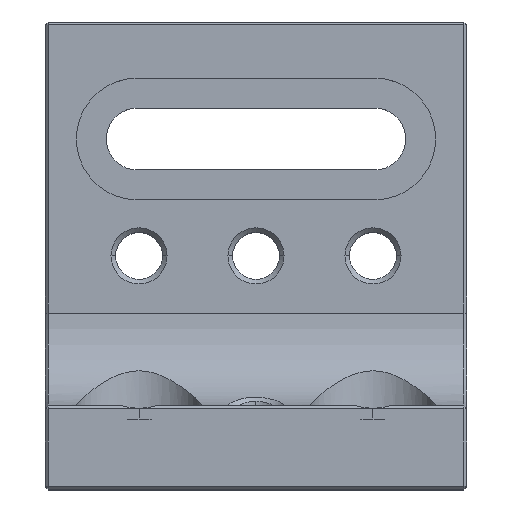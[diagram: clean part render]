
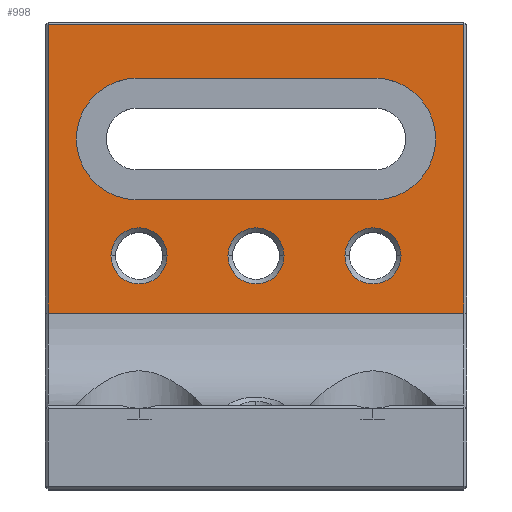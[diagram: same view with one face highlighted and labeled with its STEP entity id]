
A CAD part, top view. The second image highlights one B-rep face of the part: STEP entity #998.
In plain terms, the highlighted planar face has unit normal (0, 0, 1).
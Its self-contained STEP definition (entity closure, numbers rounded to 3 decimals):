
#59 = DIRECTION ( 'NONE',  ( 0., 0., -1. ) ) ;
#80 = FACE_OUTER_BOUND ( 'NONE', #2706, .T. ) ;
#84 = DIRECTION ( 'NONE',  ( 0., 0., -1. ) ) ;
#88 = CARTESIAN_POINT ( 'NONE',  ( 22.5, 49.7, 8.9 ) ) ;
#120 = CARTESIAN_POINT ( 'NONE',  ( 12.5, 25., 8.9 ) ) ;
#144 = CARTESIAN_POINT ( 'NONE',  ( -12.5, 25., 8.9 ) ) ;
#189 = CARTESIAN_POINT ( 'NONE',  ( -12.7, 31., 8.9 ) ) ;
#201 = CARTESIAN_POINT ( 'NONE',  ( -12.7, 44., 8.9 ) ) ;
#215 = CIRCLE ( 'NONE', #2433, 6.5 ) ;
#248 = VERTEX_POINT ( 'NONE', #538 ) ;
#251 = CARTESIAN_POINT ( 'NONE',  ( 22.5, 18.9, 8.9 ) ) ;
#261 = AXIS2_PLACEMENT_3D ( 'NONE', #2290, #1414, #1975 ) ;
#286 = ORIENTED_EDGE ( 'NONE', *, *, #3720, .T. ) ;
#287 = ORIENTED_EDGE ( 'NONE', *, *, #3790, .T. ) ;
#302 = EDGE_CURVE ( 'NONE', #2902, #1813, #2045, .T. ) ;
#325 = ORIENTED_EDGE ( 'NONE', *, *, #2403, .T. ) ;
#331 = CARTESIAN_POINT ( 'NONE',  ( -22.2, 50., 8.9 ) ) ;
#336 = LINE ( 'NONE', #3636, #484 ) ;
#346 = CARTESIAN_POINT ( 'NONE',  ( 22.5, 50., 8.9 ) ) ;
#348 = EDGE_CURVE ( 'NONE', #1813, #2902, #2918, .T. ) ;
#364 = ORIENTED_EDGE ( 'NONE', *, *, #2921, .T. ) ;
#392 = CARTESIAN_POINT ( 'NONE',  ( 12.7, 44., 8.9 ) ) ;
#394 = CARTESIAN_POINT ( 'NONE',  ( -12.5, 25., 8.9 ) ) ;
#406 = CARTESIAN_POINT ( 'NONE',  ( -9.5, 25., 8.9 ) ) ;
#484 = VECTOR ( 'NONE', #714, 1000. ) ;
#538 = CARTESIAN_POINT ( 'NONE',  ( -15.5, 25., 8.9 ) ) ;
#549 = EDGE_CURVE ( 'NONE', #1626, #248, #3094, .T. ) ;
#611 = CARTESIAN_POINT ( 'NONE',  ( -3., 25., 8.9 ) ) ;
#623 = EDGE_CURVE ( 'NONE', #3128, #1727, #1191, .T. ) ;
#638 = AXIS2_PLACEMENT_3D ( 'NONE', #3465, #2619, #1195 ) ;
#670 = EDGE_CURVE ( 'NONE', #2842, #1824, #1659, .T. ) ;
#694 = VERTEX_POINT ( 'NONE', #3723 ) ;
#714 = DIRECTION ( 'NONE',  ( 0., 1., 0. ) ) ;
#734 = CARTESIAN_POINT ( 'NONE',  ( 22.5, 31., 8.9 ) ) ;
#752 = CARTESIAN_POINT ( 'NONE',  ( 22.2, 18.9, 8.9 ) ) ;
#781 = AXIS2_PLACEMENT_3D ( 'NONE', #1207, #2337, #873 ) ;
#873 = DIRECTION ( 'NONE',  ( 0., 1., 0. ) ) ;
#899 = CARTESIAN_POINT ( 'NONE',  ( 22.2, 49.7, 8.9 ) ) ;
#909 = VECTOR ( 'NONE', #924, 1000. ) ;
#924 = DIRECTION ( 'NONE',  ( 0., -1., 0. ) ) ;
#949 = DIRECTION ( 'NONE',  ( -1., 0., 0. ) ) ;
#958 = DIRECTION ( 'NONE',  ( 0., 1., 0. ) ) ;
#961 = ORIENTED_EDGE ( 'NONE', *, *, #623, .T. ) ;
#998 = ADVANCED_FACE ( 'NONE', ( #2728, #1535, #2748, #3663, #80 ), #1898, .F. ) ;
#1044 = DIRECTION ( 'NONE',  ( 0., 1., 0. ) ) ;
#1081 = CARTESIAN_POINT ( 'NONE',  ( 12.5, 25., 8.9 ) ) ;
#1099 = AXIS2_PLACEMENT_3D ( 'NONE', #144, #1341, #2213 ) ;
#1149 = VERTEX_POINT ( 'NONE', #189 ) ;
#1191 = CIRCLE ( 'NONE', #3702, 3. ) ;
#1195 = DIRECTION ( 'NONE',  ( 0., 1., 0. ) ) ;
#1203 = EDGE_LOOP ( 'NONE', ( #1786, #1530 ) ) ;
#1207 = CARTESIAN_POINT ( 'NONE',  ( 12.7, 37.5, 8.9 ) ) ;
#1213 = DIRECTION ( 'NONE',  ( 0., 0., -1. ) ) ;
#1239 = ORIENTED_EDGE ( 'NONE', *, *, #670, .T. ) ;
#1272 = DIRECTION ( 'NONE',  ( 0., 0., -1. ) ) ;
#1341 = DIRECTION ( 'NONE',  ( 0., 0., -1. ) ) ;
#1414 = DIRECTION ( 'NONE',  ( 0., 0., -1. ) ) ;
#1446 = CARTESIAN_POINT ( 'NONE',  ( 19.2, 37.5, 8.9 ) ) ;
#1484 = CARTESIAN_POINT ( 'NONE',  ( 22.5, 44., 8.9 ) ) ;
#1524 = DIRECTION ( 'NONE',  ( 0., 1., 0. ) ) ;
#1530 = ORIENTED_EDGE ( 'NONE', *, *, #3021, .T. ) ;
#1535 = FACE_BOUND ( 'NONE', #3812, .T. ) ;
#1571 = VERTEX_POINT ( 'NONE', #1854 ) ;
#1582 = DIRECTION ( 'NONE',  ( -1., 0., 0. ) ) ;
#1597 = AXIS2_PLACEMENT_3D ( 'NONE', #3342, #84, #1524 ) ;
#1626 = VERTEX_POINT ( 'NONE', #406 ) ;
#1659 = LINE ( 'NONE', #251, #1924 ) ;
#1685 = CARTESIAN_POINT ( 'NONE',  ( 3., 25., 8.9 ) ) ;
#1727 = VERTEX_POINT ( 'NONE', #2196 ) ;
#1786 = ORIENTED_EDGE ( 'NONE', *, *, #549, .T. ) ;
#1800 = ORIENTED_EDGE ( 'NONE', *, *, #3765, .T. ) ;
#1805 = AXIS2_PLACEMENT_3D ( 'NONE', #346, #59, #958 ) ;
#1813 = VERTEX_POINT ( 'NONE', #1685 ) ;
#1824 = VERTEX_POINT ( 'NONE', #752 ) ;
#1847 = VERTEX_POINT ( 'NONE', #899 ) ;
#1854 = CARTESIAN_POINT ( 'NONE',  ( -22.2, 49.7, 8.9 ) ) ;
#1874 = ORIENTED_EDGE ( 'NONE', *, *, #2000, .T. ) ;
#1898 = PLANE ( 'NONE',  #1805 ) ;
#1924 = VECTOR ( 'NONE', #3404, 1000. ) ;
#1927 = ORIENTED_EDGE ( 'NONE', *, *, #302, .T. ) ;
#1975 = DIRECTION ( 'NONE',  ( 0., 1., 0. ) ) ;
#1980 = AXIS2_PLACEMENT_3D ( 'NONE', #394, #1272, #2476 ) ;
#1984 = VERTEX_POINT ( 'NONE', #1446 ) ;
#2000 = EDGE_CURVE ( 'NONE', #1727, #3128, #3782, .T. ) ;
#2001 = CIRCLE ( 'NONE', #781, 6.5 ) ;
#2045 = CIRCLE ( 'NONE', #261, 3. ) ;
#2067 = EDGE_CURVE ( 'NONE', #1149, #2825, #215, .T. ) ;
#2174 = VERTEX_POINT ( 'NONE', #392 ) ;
#2196 = CARTESIAN_POINT ( 'NONE',  ( 15.5, 25., 8.9 ) ) ;
#2213 = DIRECTION ( 'NONE',  ( 0., 1., 0. ) ) ;
#2265 = ORIENTED_EDGE ( 'NONE', *, *, #348, .T. ) ;
#2287 = DIRECTION ( 'NONE',  ( 0., 0., -1. ) ) ;
#2290 = CARTESIAN_POINT ( 'NONE',  ( 0., 25., 8.9 ) ) ;
#2307 = CARTESIAN_POINT ( 'NONE',  ( -22.2, 18.9, 8.9 ) ) ;
#2337 = DIRECTION ( 'NONE',  ( 0., 0., -1. ) ) ;
#2358 = DIRECTION ( 'NONE',  ( 0., 1., 0. ) ) ;
#2383 = LINE ( 'NONE', #1484, #3234 ) ;
#2385 = ORIENTED_EDGE ( 'NONE', *, *, #3446, .T. ) ;
#2403 = EDGE_CURVE ( 'NONE', #1984, #694, #2001, .T. ) ;
#2422 = LINE ( 'NONE', #88, #3495 ) ;
#2433 = AXIS2_PLACEMENT_3D ( 'NONE', #2669, #1213, #2358 ) ;
#2450 = VECTOR ( 'NONE', #1582, 1000. ) ;
#2476 = DIRECTION ( 'NONE',  ( 0., 1., 0. ) ) ;
#2535 = ORIENTED_EDGE ( 'NONE', *, *, #2067, .T. ) ;
#2619 = DIRECTION ( 'NONE',  ( 0., 0., -1. ) ) ;
#2630 = CIRCLE ( 'NONE', #1099, 3. ) ;
#2651 = EDGE_LOOP ( 'NONE', ( #1874, #961 ) ) ;
#2669 = CARTESIAN_POINT ( 'NONE',  ( -12.7, 37.5, 8.9 ) ) ;
#2700 = CIRCLE ( 'NONE', #1597, 6.5 ) ;
#2706 = EDGE_LOOP ( 'NONE', ( #287, #2757, #1239, #1800 ) ) ;
#2720 = LINE ( 'NONE', #734, #2450 ) ;
#2728 = FACE_BOUND ( 'NONE', #2651, .T. ) ;
#2748 = FACE_BOUND ( 'NONE', #1203, .T. ) ;
#2757 = ORIENTED_EDGE ( 'NONE', *, *, #2908, .T. ) ;
#2825 = VERTEX_POINT ( 'NONE', #201 ) ;
#2842 = VERTEX_POINT ( 'NONE', #2307 ) ;
#2902 = VERTEX_POINT ( 'NONE', #611 ) ;
#2908 = EDGE_CURVE ( 'NONE', #1571, #2842, #2979, .T. ) ;
#2918 = CIRCLE ( 'NONE', #638, 3. ) ;
#2921 = EDGE_CURVE ( 'NONE', #2825, #2174, #2383, .T. ) ;
#2979 = LINE ( 'NONE', #331, #909 ) ;
#3021 = EDGE_CURVE ( 'NONE', #248, #1626, #2630, .T. ) ;
#3094 = CIRCLE ( 'NONE', #1980, 3. ) ;
#3128 = VERTEX_POINT ( 'NONE', #3419 ) ;
#3134 = DIRECTION ( 'NONE',  ( 0., 1., 0. ) ) ;
#3234 = VECTOR ( 'NONE', #3789, 1000. ) ;
#3342 = CARTESIAN_POINT ( 'NONE',  ( 12.7, 37.5, 8.9 ) ) ;
#3404 = DIRECTION ( 'NONE',  ( 1., 0., 0. ) ) ;
#3419 = CARTESIAN_POINT ( 'NONE',  ( 9.5, 25., 8.9 ) ) ;
#3446 = EDGE_CURVE ( 'NONE', #2174, #1984, #2700, .T. ) ;
#3465 = CARTESIAN_POINT ( 'NONE',  ( 0., 25., 8.9 ) ) ;
#3495 = VECTOR ( 'NONE', #949, 1000. ) ;
#3541 = AXIS2_PLACEMENT_3D ( 'NONE', #1081, #2287, #3134 ) ;
#3636 = CARTESIAN_POINT ( 'NONE',  ( 22.2, 50., 8.9 ) ) ;
#3663 = FACE_BOUND ( 'NONE', #3795, .T. ) ;
#3668 = DIRECTION ( 'NONE',  ( 0., 0., -1. ) ) ;
#3702 = AXIS2_PLACEMENT_3D ( 'NONE', #120, #3668, #1044 ) ;
#3720 = EDGE_CURVE ( 'NONE', #694, #1149, #2720, .T. ) ;
#3723 = CARTESIAN_POINT ( 'NONE',  ( 12.7, 31., 8.9 ) ) ;
#3765 = EDGE_CURVE ( 'NONE', #1824, #1847, #336, .T. ) ;
#3782 = CIRCLE ( 'NONE', #3541, 3. ) ;
#3789 = DIRECTION ( 'NONE',  ( 1., 0., 0. ) ) ;
#3790 = EDGE_CURVE ( 'NONE', #1847, #1571, #2422, .T. ) ;
#3795 = EDGE_LOOP ( 'NONE', ( #286, #2535, #364, #2385, #325 ) ) ;
#3812 = EDGE_LOOP ( 'NONE', ( #2265, #1927 ) ) ;
